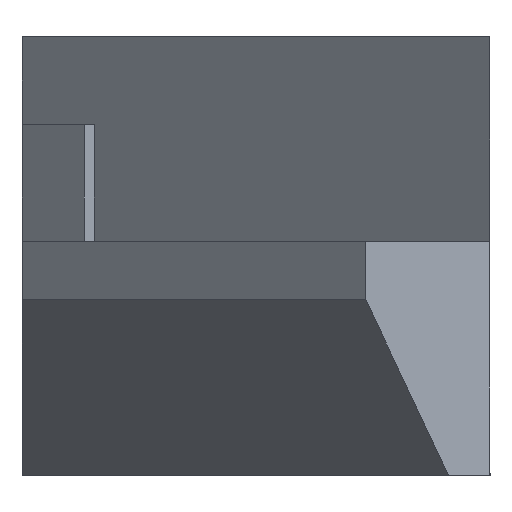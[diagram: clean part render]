
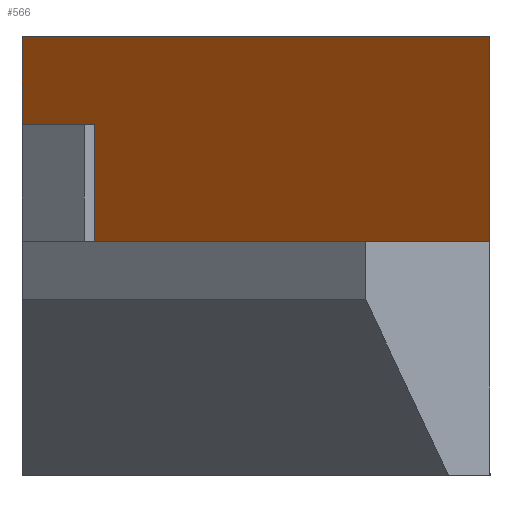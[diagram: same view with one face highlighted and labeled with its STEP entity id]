
A CAD part, left-side view. The second image highlights one B-rep face of the part: STEP entity #566.
In plain terms, the highlighted planar face has unit normal (-0.707, 0.707, 0).
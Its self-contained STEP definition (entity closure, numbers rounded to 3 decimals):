
#6 = VERTEX_POINT ( 'NONE', #324 ) ;
#10 = EDGE_CURVE ( 'NONE', #49, #106, #434, .T. ) ;
#12 = CARTESIAN_POINT ( 'NONE',  ( 155.817, 167.015, -3.5 ) ) ;
#28 = CARTESIAN_POINT ( 'NONE',  ( 154.579, 165.778, -1.5 ) ) ;
#29 = VERTEX_POINT ( 'NONE', #76 ) ;
#49 = VERTEX_POINT ( 'NONE', #28 ) ;
#57 = FACE_OUTER_BOUND ( 'NONE', #495, .T. ) ;
#76 = CARTESIAN_POINT ( 'NONE',  ( 147.817, 159.015, -3.5 ) ) ;
#94 = ORIENTED_EDGE ( 'NONE', *, *, #10, .T. ) ;
#106 = VERTEX_POINT ( 'NONE', #142 ) ;
#108 = EDGE_CURVE ( 'NONE', #241, #6, #370, .T. ) ;
#125 = CARTESIAN_POINT ( 'NONE',  ( 147.817, 159.015, 0. ) ) ;
#126 = DIRECTION ( 'NONE',  ( -0.707, -0.707, 0. ) ) ;
#142 = CARTESIAN_POINT ( 'NONE',  ( 154.579, 165.778, -3.5 ) ) ;
#149 = ORIENTED_EDGE ( 'NONE', *, *, #357, .T. ) ;
#160 = VECTOR ( 'NONE', #332, 1000. ) ;
#188 = LINE ( 'NONE', #12, #577 ) ;
#192 = DIRECTION ( 'NONE',  ( 0., 0., -1. ) ) ;
#198 = EDGE_CURVE ( 'NONE', #484, #241, #328, .T. ) ;
#241 = VERTEX_POINT ( 'NONE', #321 ) ;
#260 = VECTOR ( 'NONE', #126, 1000. ) ;
#268 = DIRECTION ( 'NONE',  ( 0., 0., 1. ) ) ;
#284 = DIRECTION ( 'NONE',  ( -0.707, -0.707, 0. ) ) ;
#285 = ORIENTED_EDGE ( 'NONE', *, *, #108, .F. ) ;
#288 = VECTOR ( 'NONE', #268, 1000. ) ;
#321 = CARTESIAN_POINT ( 'NONE',  ( 155.817, 167.015, 0. ) ) ;
#324 = CARTESIAN_POINT ( 'NONE',  ( 147.817, 159.015, 0. ) ) ;
#328 = LINE ( 'NONE', #336, #288 ) ;
#332 = DIRECTION ( 'NONE',  ( -0.707, -0.707, 0. ) ) ;
#334 = EDGE_CURVE ( 'NONE', #6, #29, #361, .T. ) ;
#336 = CARTESIAN_POINT ( 'NONE',  ( 155.817, 167.015, 0. ) ) ;
#339 = VECTOR ( 'NONE', #580, 1000. ) ;
#357 = EDGE_CURVE ( 'NONE', #106, #29, #188, .T. ) ;
#361 = LINE ( 'NONE', #125, #339 ) ;
#367 = CARTESIAN_POINT ( 'NONE',  ( 154.579, 165.778, 0. ) ) ;
#370 = LINE ( 'NONE', #592, #160 ) ;
#413 = DIRECTION ( 'NONE',  ( -0.707, -0.707, 0. ) ) ;
#429 = AXIS2_PLACEMENT_3D ( 'NONE', #446, #511, #284 ) ;
#430 = ORIENTED_EDGE ( 'NONE', *, *, #334, .F. ) ;
#434 = LINE ( 'NONE', #367, #568 ) ;
#441 = ORIENTED_EDGE ( 'NONE', *, *, #671, .T. ) ;
#446 = CARTESIAN_POINT ( 'NONE',  ( 155.817, 167.015, 0. ) ) ;
#453 = ORIENTED_EDGE ( 'NONE', *, *, #198, .F. ) ;
#484 = VERTEX_POINT ( 'NONE', #488 ) ;
#488 = CARTESIAN_POINT ( 'NONE',  ( 155.817, 167.015, -1.5 ) ) ;
#495 = EDGE_LOOP ( 'NONE', ( #453, #441, #94, #149, #430, #285 ) ) ;
#511 = DIRECTION ( 'NONE',  ( -0.707, 0.707, 0. ) ) ;
#515 = LINE ( 'NONE', #631, #260 ) ;
#566 = ADVANCED_FACE ( 'NONE', ( #57 ), #567, .T. ) ;
#567 = PLANE ( 'NONE',  #429 ) ;
#568 = VECTOR ( 'NONE', #192, 1000. ) ;
#577 = VECTOR ( 'NONE', #413, 1000. ) ;
#580 = DIRECTION ( 'NONE',  ( 0., 0., -1. ) ) ;
#592 = CARTESIAN_POINT ( 'NONE',  ( 155.817, 167.015, 0. ) ) ;
#631 = CARTESIAN_POINT ( 'NONE',  ( 155.817, 167.015, -1.5 ) ) ;
#671 = EDGE_CURVE ( 'NONE', #484, #49, #515, .T. ) ;
